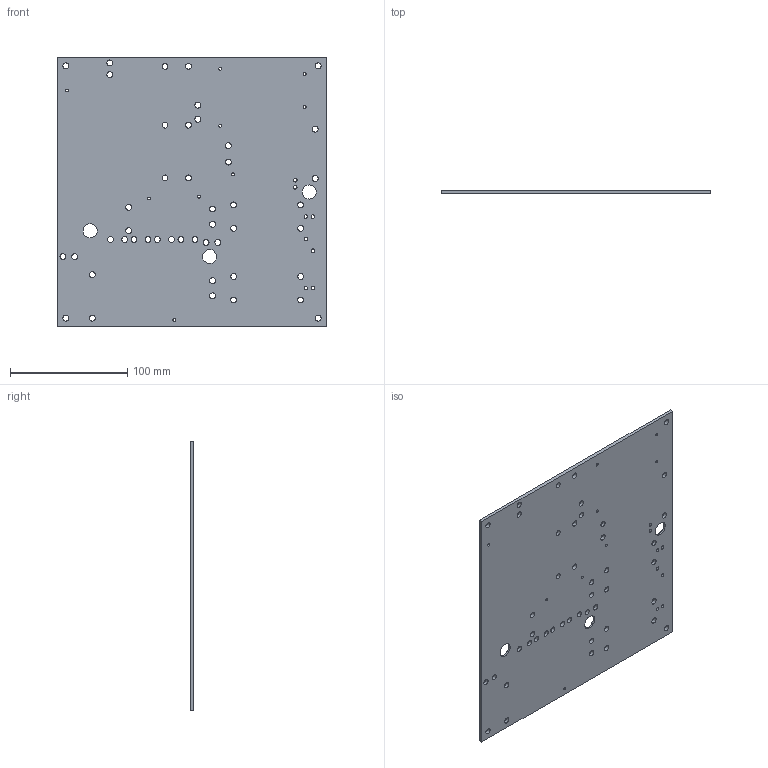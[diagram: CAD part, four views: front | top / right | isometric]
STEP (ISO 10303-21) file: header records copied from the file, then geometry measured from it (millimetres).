
FILE_DESCRIPTION(/* description */ (''),/* implementation_level */ '2;1');
FILE_NAME(/* name */ 'Substruction_mount.stp',/* time_stamp */ '2023-04-24T17:50:48+02:00',/* author */ ('Christian'),/* organization */ (''),/* preprocessor_version */ 'ST-DEVELOPER v18.1',/* originating_system */ 'Autodesk Inventor 2022',/* authorisation */ '');
FILE_SCHEMA (('AUTOMOTIVE_DESIGN { 1 0 10303 214 3 1 1 }'));
Length unit declared in the file: millimetre
Products named in the file (1): ZwischenPlatte_V2
Bounding box: 230 x 3 x 230 mm (x, y, z)
Volume: 154536.8 mm3; surface area: 108727.6 mm2
Topology: 1 solids, 1 shells, 75 faces, 216 edges, 143 vertices
Faces by surface type: cylinder 66, plane 6, cone 3
Full cylindrical faces by diameter (mm): 2.459 x9, 3 x8, 5 x46, 12 x3
Entity records: 2848 total; most frequent: DIRECTION 503, CARTESIAN_POINT 435, ORIENTED_EDGE 432, EDGE_CURVE 216, AXIS2_PLACEMENT_3D 211, EDGE_LOOP 207, VERTEX_POINT 143, CIRCLE 135
